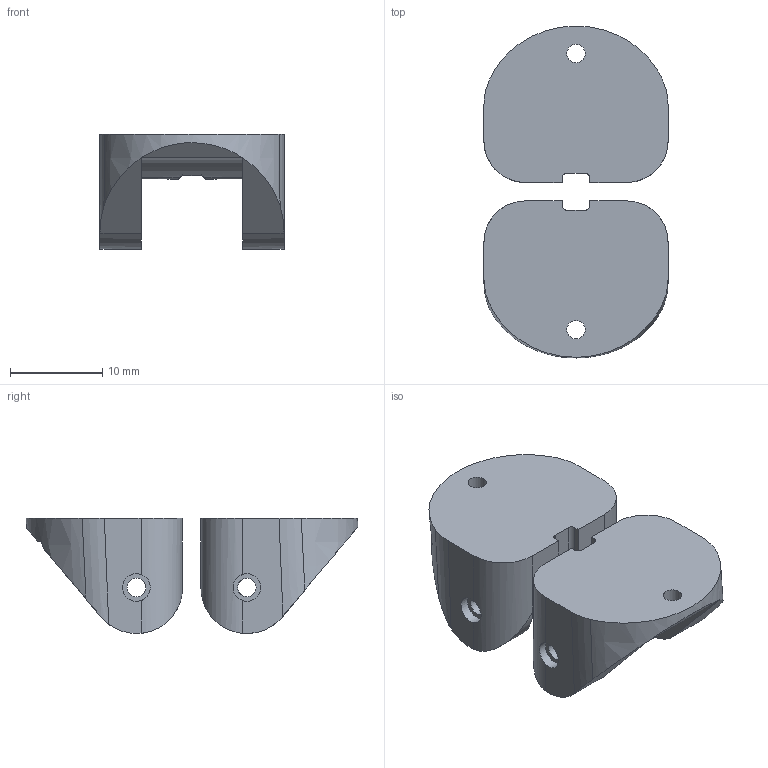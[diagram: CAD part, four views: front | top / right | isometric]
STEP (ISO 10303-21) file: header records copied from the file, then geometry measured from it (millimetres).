
FILE_DESCRIPTION(/* description */ (''),/* implementation_level */ '2;1');
FILE_NAME(/* name */ '2 splitted v2.step',/* time_stamp */ '2022-03-05T21:50:10+03:00',/* author */ (''),/* organization */ (''),/* preprocessor_version */ 'ST-DEVELOPER v18.1',/* originating_system */ 'Autodesk Translation Framework v10.13.0.1454',/* authorisation */ '');
FILE_SCHEMA (('AUTOMOTIVE_DESIGN { 1 0 10303 214 3 1 1 }'));
Length unit declared in the file: millimetre
Products named in the file (1): 2 splitted
Bounding box: 20 x 36.07 x 12.5 mm (x, y, z)
Volume: 3183.6 mm3; surface area: 2658 mm2
Topology: 2 solids, 2 shells, 64 faces, 182 edges, 120 vertices
Faces by surface type: plane 30, cylinder 26, bspline 6, torus 2
Full cylindrical faces by diameter (mm): 2 x6, 3 x2
Entity records: 2552 total; most frequent: CARTESIAN_POINT 871, ORIENTED_EDGE 364, DIRECTION 316, EDGE_CURVE 182, VERTEX_POINT 120, AXIS2_PLACEMENT_3D 115, LINE 86, VECTOR 86
